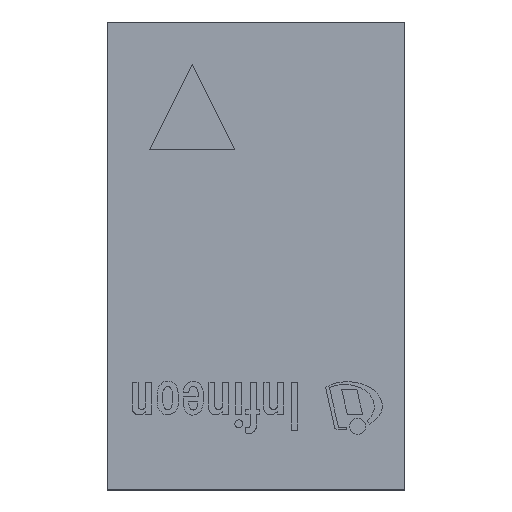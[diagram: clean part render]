
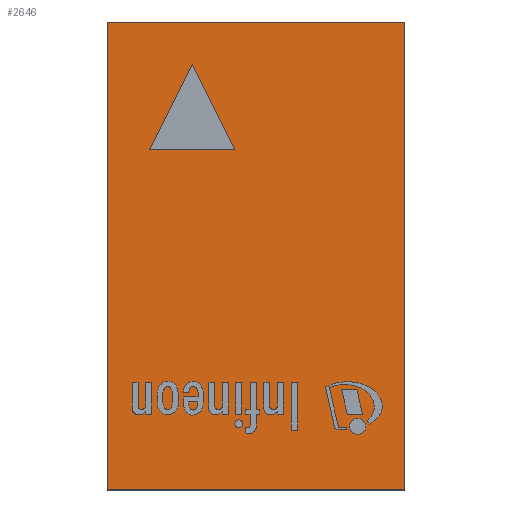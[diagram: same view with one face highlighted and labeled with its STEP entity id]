
A CAD part, top view. The second image highlights one B-rep face of the part: STEP entity #2646.
In plain terms, the highlighted planar face has unit normal (0, 0, 1).
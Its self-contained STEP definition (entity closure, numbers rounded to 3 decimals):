
#83=FACE_BOUND('',#333,.T.);
#168=FACE_OUTER_BOUND('',#332,.T.);
#332=EDGE_LOOP('',(#1886,#1887,#1888,#1889));
#333=EDGE_LOOP('',(#1890,#1891,#1892));
#535=LINE('',#3744,#860);
#539=LINE('',#3751,#864);
#542=LINE('',#3757,#867);
#544=LINE('',#3760,#869);
#545=LINE('',#3764,#870);
#546=LINE('',#3766,#871);
#547=LINE('',#3767,#872);
#860=VECTOR('',#3095,1000.);
#864=VECTOR('',#3101,1000.);
#867=VECTOR('',#3106,1000.);
#869=VECTOR('',#3110,1000.);
#870=VECTOR('',#3113,1000.);
#871=VECTOR('',#3114,1000.);
#872=VECTOR('',#3115,1000.);
#1161=VERTEX_POINT('',#3741);
#1162=VERTEX_POINT('',#3743);
#1164=VERTEX_POINT('',#3749);
#1166=VERTEX_POINT('',#3755);
#1167=VERTEX_POINT('',#3762);
#1168=VERTEX_POINT('',#3763);
#1169=VERTEX_POINT('',#3765);
#1431=EDGE_CURVE('',#1162,#1161,#535,.T.);
#1435=EDGE_CURVE('',#1161,#1164,#539,.T.);
#1438=EDGE_CURVE('',#1164,#1166,#542,.T.);
#1440=EDGE_CURVE('',#1166,#1162,#544,.T.);
#1441=EDGE_CURVE('',#1167,#1168,#545,.T.);
#1442=EDGE_CURVE('',#1169,#1167,#546,.T.);
#1443=EDGE_CURVE('',#1168,#1169,#547,.T.);
#1886=ORIENTED_EDGE('',*,*,#1431,.T.);
#1887=ORIENTED_EDGE('',*,*,#1435,.T.);
#1888=ORIENTED_EDGE('',*,*,#1438,.T.);
#1889=ORIENTED_EDGE('',*,*,#1440,.T.);
#1890=ORIENTED_EDGE('',*,*,#1441,.F.);
#1891=ORIENTED_EDGE('',*,*,#1442,.F.);
#1892=ORIENTED_EDGE('',*,*,#1443,.F.);
#2504=PLANE('',#2831);
#2646=ADVANCED_FACE('',(#168,#83),#2504,.T.);
#2831=AXIS2_PLACEMENT_3D('',#3761,#3111,#3112);
#3095=DIRECTION('',(0.,1.,0.));
#3101=DIRECTION('',(-1.,0.,0.));
#3106=DIRECTION('',(0.,-1.,0.));
#3110=DIRECTION('',(1.,0.,0.));
#3111=DIRECTION('center_axis',(0.,0.,1.));
#3112=DIRECTION('ref_axis',(1.,0.,0.));
#3113=DIRECTION('',(-0.447,-0.894,0.));
#3114=DIRECTION('',(-0.447,0.894,0.));
#3115=DIRECTION('',(1.,0.,0.));
#3741=CARTESIAN_POINT('',(0.35,0.55,0.4));
#3743=CARTESIAN_POINT('',(0.35,-0.55,0.4));
#3744=CARTESIAN_POINT('',(0.35,0.55,0.4));
#3749=CARTESIAN_POINT('',(-0.35,0.55,0.4));
#3751=CARTESIAN_POINT('',(-0.35,0.55,0.4));
#3755=CARTESIAN_POINT('',(-0.35,-0.55,0.4));
#3757=CARTESIAN_POINT('',(-0.35,0.55,0.4));
#3760=CARTESIAN_POINT('',(-0.35,-0.55,0.4));
#3761=CARTESIAN_POINT('Origin',(0.,0.,0.4));
#3762=CARTESIAN_POINT('',(-0.15,0.45,0.4));
#3763=CARTESIAN_POINT('',(-0.25,0.25,0.4));
#3764=CARTESIAN_POINT('',(-0.15,0.45,0.4));
#3765=CARTESIAN_POINT('',(-0.05,0.25,0.4));
#3766=CARTESIAN_POINT('',(-0.05,0.25,0.4));
#3767=CARTESIAN_POINT('',(-0.25,0.25,0.4));
